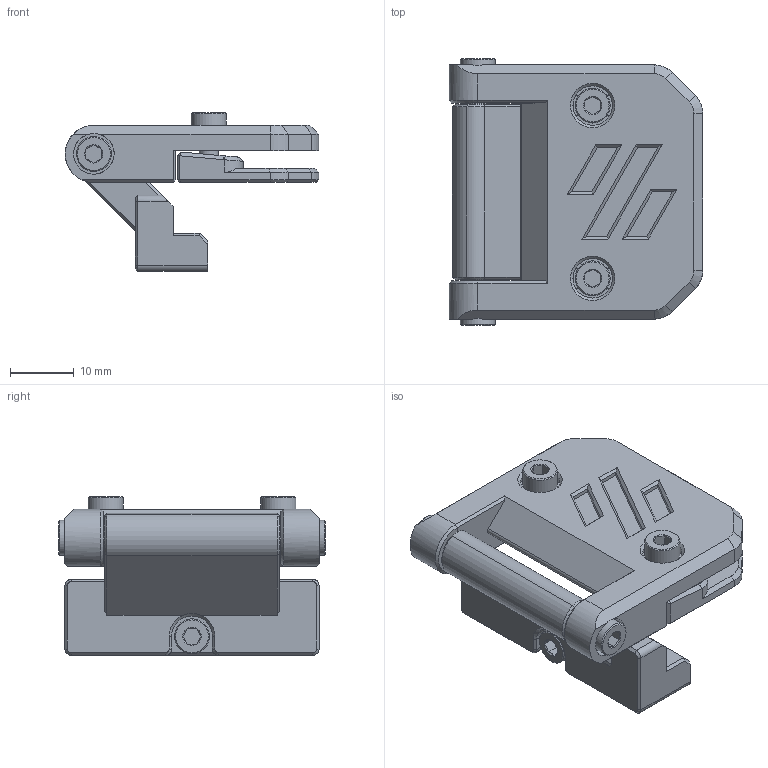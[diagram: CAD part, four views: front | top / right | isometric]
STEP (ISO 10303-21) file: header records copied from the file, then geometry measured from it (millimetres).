
FILE_DESCRIPTION(/* description */ (''),/* implementation_level */ '2;1');
FILE_NAME(/* name */ '270-Clamping-Hinge.step',/* time_stamp */ '2021-12-11T08:58:21+00:00',/* author */ (''),/* organization */ (''),/* preprocessor_version */ 'ST-DEVELOPER v18.1',/* originating_system */ 'Autodesk Translation Framework v10.10.0.1391',/* authorisation */ '');
FILE_SCHEMA (('AUTOMOTIVE_DESIGN { 1 0 10303 214 3 1 1 }'));
Length unit declared in the file: millimetre
Products named in the file (12): 270-Clamping-Hinge; Hinge; Clamp; Top; Bottom; SideMount; M3x8 SHCS Collection; M3x8 SHCS (2) v1; M3x8 SHCS (2) v1 (1); M3x8 SHCS (2) v1 (2); M3x8 SHCS (2) v1 (3); M3x8 SHCS (2) v1 (4)
Assembly tree (11 placements, depth 4):
  270-Clamping-Hinge
    Hinge
      Clamp
        Top
        Bottom
      SideMount
      M3x8 SHCS Collection
        M3x8 SHCS (2) v1
        M3x8 SHCS (2) v1 (1)
        M3x8 SHCS (2) v1 (2)
        M3x8 SHCS (2) v1 (3)
        M3x8 SHCS (2) v1 (4)
Bounding box: 39.9 x 42 x 25 mm (x, y, z)
Volume: 14924.7 mm3; surface area: 9980.4 mm2
Topology: 8 solids, 8 shells, 383 faces, 892 edges, 537 vertices
Faces by surface type: plane 257, cone 75, cylinder 45, bspline 6
Full cylindrical faces by diameter (mm): 2.8 x1, 3 x5, 3.1 x1, 3.2 x4, 3.4 x1, 3.5 x1, 5.5 x5, 6.2 x2, 6.4 x2
Entity records: 11181 total; most frequent: CARTESIAN_POINT 2125, DIRECTION 1852, ORIENTED_EDGE 1784, EDGE_CURVE 892, LINE 640, VECTOR 640, AXIS2_PLACEMENT_3D 606, VERTEX_POINT 537
